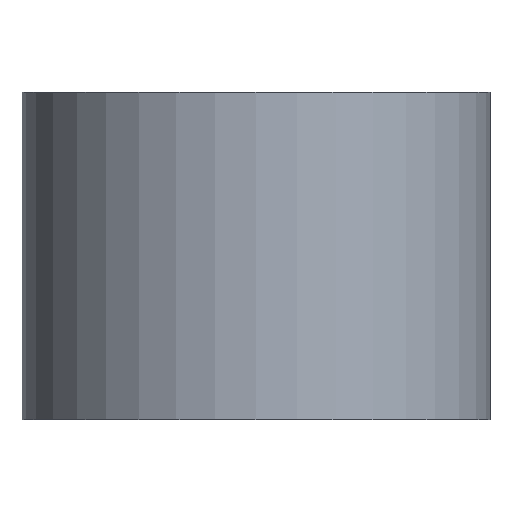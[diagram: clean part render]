
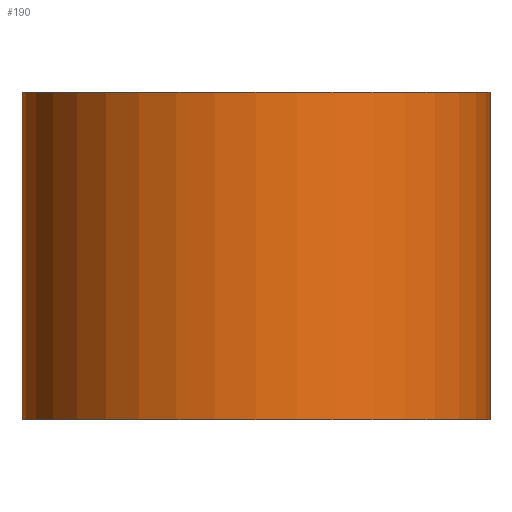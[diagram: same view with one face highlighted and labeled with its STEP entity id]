
A CAD part, front view. The second image highlights one B-rep face of the part: STEP entity #190.
In plain terms, the highlighted cylindrical face has radius 40 mm (diameter 80 mm), a full revolution.
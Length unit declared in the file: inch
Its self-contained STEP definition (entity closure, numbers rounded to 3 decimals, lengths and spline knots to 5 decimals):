
#19=CYLINDRICAL_SURFACE('',#234,1.5748);
#37=FACE_BOUND('',#75,.T.);
#51=FACE_OUTER_BOUND('',#74,.T.);
#74=EDGE_LOOP('',(#156));
#75=EDGE_LOOP('',(#157));
#76=CIRCLE('',#212,1.5748);
#89=CIRCLE('',#233,1.5748);
#90=VERTEX_POINT('',#287);
#103=VERTEX_POINT('',#441);
#104=EDGE_CURVE('',#90,#90,#76,.T.);
#121=EDGE_CURVE('',#103,#103,#89,.T.);
#156=ORIENTED_EDGE('',*,*,#104,.F.);
#157=ORIENTED_EDGE('',*,*,#121,.T.);
#190=ADVANCED_FACE('',(#51,#37),#19,.T.);
#212=AXIS2_PLACEMENT_3D('',#288,#239,#240);
#233=AXIS2_PLACEMENT_3D('',#442,#281,#282);
#234=AXIS2_PLACEMENT_3D('',#443,#283,#284);
#239=DIRECTION('center_axis',(0.,0.,-1.));
#240=DIRECTION('ref_axis',(1.,0.,0.));
#281=DIRECTION('center_axis',(0.,0.,-1.));
#282=DIRECTION('ref_axis',(1.,0.,0.));
#283=DIRECTION('center_axis',(0.,0.,-1.));
#284=DIRECTION('ref_axis',(0.,1.,0.));
#287=CARTESIAN_POINT('',(0.,1.5748,-1.10236));
#288=CARTESIAN_POINT('Origin',(0.,0.,-1.10236));
#441=CARTESIAN_POINT('',(0.,1.5748,1.10236));
#442=CARTESIAN_POINT('Origin',(0.,0.,1.10236));
#443=CARTESIAN_POINT('Origin',(0.,0.,0.55118));
